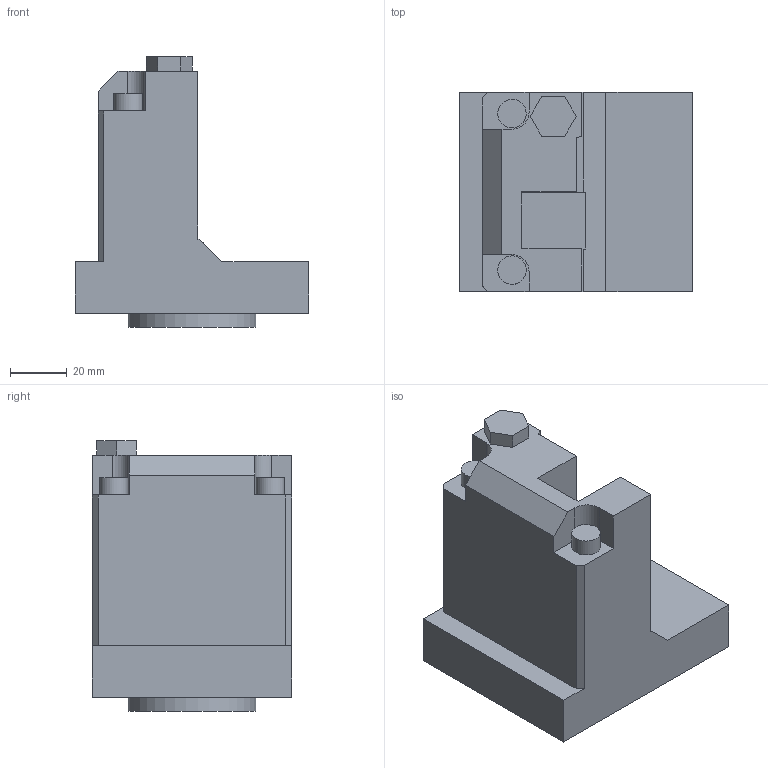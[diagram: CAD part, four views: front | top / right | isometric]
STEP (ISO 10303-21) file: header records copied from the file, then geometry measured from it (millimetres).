
FILE_DESCRIPTION(/* description */ (''),/* implementation_level */ '2;1');
FILE_NAME(/* name */ 'W7040043_stp.stp',/* time_stamp */ '2012-04-10T11:08:28+02:00',/* author */ (''),/* organization */ (''),/* preprocessor_version */ 'ST-DEVELOPER v11',/* originating_system */ 'SIEMENS PLM Software NX 7.5',/* authorisation */ '');
FILE_SCHEMA (('AUTOMOTIVE_DESIGN { 1 0 10303 214 1 1 1 1 }'));
Length unit declared in the file: millimetre
Products named in the file (1): reic529492cu
Bounding box: 82 x 70 x 95.08 mm (x, y, z)
Volume: 245236.6 mm3; surface area: 34166.8 mm2
Topology: 1 solids, 1 shells, 44 faces, 114 edges, 76 vertices
Faces by surface type: plane 39, cylinder 5
Full cylindrical faces by diameter (mm): 10 x2, 45 x1
Entity records: 1337 total; most frequent: CARTESIAN_POINT 232, ORIENTED_EDGE 222, DIRECTION 211, EDGE_CURVE 111, LINE 101, VECTOR 101, VERTEX_POINT 76, AXIS2_PLACEMENT_3D 55
